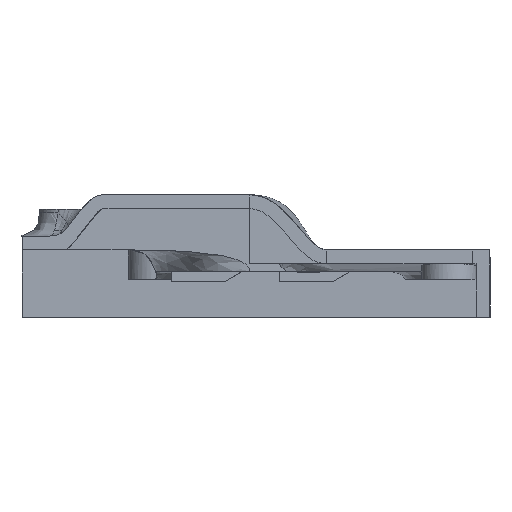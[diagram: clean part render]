
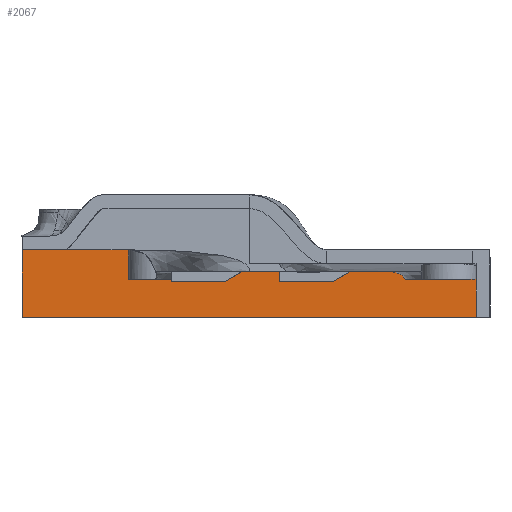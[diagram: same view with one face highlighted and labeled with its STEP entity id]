
A CAD part, left-side view. The second image highlights one B-rep face of the part: STEP entity #2067.
In plain terms, the highlighted planar face has unit normal (-1, 0, 0).
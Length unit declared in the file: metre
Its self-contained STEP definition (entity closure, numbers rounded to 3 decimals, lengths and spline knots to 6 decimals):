
#83=B_SPLINE_CURVE_WITH_KNOTS('',3,(#3107,#3108,#3109,#3110,#3111,#3112,
#3113),.UNSPECIFIED.,.F.,.F.,(4,1,1,1,4),(0.,0.001311,
0.002622,0.003932,0.005243),
 .UNSPECIFIED.);
#151=B_SPLINE_CURVE_WITH_KNOTS('',3,(#10520,#10521,#10522,#10523,#10524,
#10525,#10526,#10527,#10528,#10529,#10530,#10531,#10532,#10533,#10534,#10535,
#10536,#10537,#10538,#10539),.UNSPECIFIED.,.F.,.F.,(4,1,1,1,1,1,1,1,1,1,
1,1,1,1,1,1,1,4),(0.,0.25,0.375,0.4375,0.46875,0.5,0.53125,0.5625,0.625,
0.6875,0.71875,0.734375,0.75,0.765625,0.78125,0.8125,0.875,1.),
 .UNSPECIFIED.);
#152=B_SPLINE_CURVE_WITH_KNOTS('',3,(#10540,#10541,#10542,#10543,#10544,
#10545,#10546,#10547,#10548,#10549,#10550,#10551,#10552,#10553,#10554,#10555,
#10556,#10557,#10558,#10559,#10560,#10561,#10562,#10563,#10564,#10565,#10566,
#10567,#10568),.UNSPECIFIED.,.F.,.F.,(4,1,1,1,1,1,1,1,1,1,1,1,1,1,1,1,1,
1,1,1,1,1,1,1,1,1,4),(0.,0.125,0.1875,0.21875,0.25,0.28125,0.3125,0.34375,
0.359375,0.375,0.390625,0.40625,0.4375,0.5,0.5625,0.59375,0.609375,0.625,
0.640625,0.65625,0.6875,0.71875,0.75,0.78125,0.8125,0.875,1.),
 .UNSPECIFIED.);
#485=ORIENTED_EDGE('',*,*,#1033,.T.);
#486=ORIENTED_EDGE('',*,*,#910,.T.);
#487=ORIENTED_EDGE('',*,*,#928,.T.);
#488=ORIENTED_EDGE('',*,*,#1014,.T.);
#489=ORIENTED_EDGE('',*,*,#1013,.T.);
#490=ORIENTED_EDGE('',*,*,#974,.T.);
#491=ORIENTED_EDGE('',*,*,#909,.F.);
#492=ORIENTED_EDGE('',*,*,#1034,.T.);
#493=ORIENTED_EDGE('',*,*,#850,.F.);
#850=EDGE_CURVE('',#1164,#1165,#1378,.T.);
#909=EDGE_CURVE('',#1223,#1221,#1427,.T.);
#910=EDGE_CURVE('',#1224,#1225,#83,.T.);
#928=EDGE_CURVE('',#1225,#1239,#1432,.T.);
#974=EDGE_CURVE('',#1281,#1221,#1440,.T.);
#1013=EDGE_CURVE('',#1303,#1281,#1462,.T.);
#1014=EDGE_CURVE('',#1239,#1303,#1463,.F.);
#1033=EDGE_CURVE('',#1164,#1224,#151,.T.);
#1034=EDGE_CURVE('',#1223,#1165,#152,.T.);
#1164=VERTEX_POINT('',#2686);
#1165=VERTEX_POINT('',#2688);
#1221=VERTEX_POINT('',#2966);
#1223=VERTEX_POINT('',#2972);
#1224=VERTEX_POINT('',#3114);
#1225=VERTEX_POINT('',#3115);
#1239=VERTEX_POINT('',#4228);
#1281=VERTEX_POINT('',#9254);
#1303=VERTEX_POINT('',#10397);
#1378=LINE('',#2687,#1540);
#1427=LINE('',#2973,#1589);
#1432=LINE('',#4229,#1594);
#1440=LINE('',#9253,#1602);
#1462=LINE('',#10402,#1624);
#1463=LINE('',#10404,#1625);
#1540=VECTOR('',#2284,1.);
#1589=VECTOR('',#2343,1.);
#1594=VECTOR('',#2354,1.);
#1602=VECTOR('',#2382,1.);
#1624=VECTOR('',#2412,1.);
#1625=VECTOR('',#2415,1.);
#1732=EDGE_LOOP('',(#485,#486,#487,#488,#489,#490,#491,#492,#493));
#1872=FACE_BOUND('',#1732,.T.);
#1984=PLANE('',#2192);
#2067=ADVANCED_FACE('',(#1872),#1984,.F.);
#2192=AXIS2_PLACEMENT_3D('',#10519,#2446,#2447);
#2284=DIRECTION('',(0.,-1.,0.));
#2343=DIRECTION('',(0.,-1.,0.));
#2354=DIRECTION('',(0.,1.,0.));
#2382=DIRECTION('',(0.,0.,1.));
#2412=DIRECTION('',(0.,-1.,0.));
#2415=DIRECTION('',(0.,0.,1.));
#2446=DIRECTION('',(1.,0.,0.));
#2447=DIRECTION('',(0.,0.,-1.));
#2686=CARTESIAN_POINT('',(0.1335,0.067419,0.00755));
#2687=CARTESIAN_POINT('',(0.1335,0.070981,0.00755));
#2688=CARTESIAN_POINT('',(0.1335,0.039808,0.00755));
#2966=CARTESIAN_POINT('',(0.1335,0.0305,0.00755));
#2972=CARTESIAN_POINT('',(0.1335,0.031192,0.00755));
#2973=CARTESIAN_POINT('',(0.1335,0.070981,0.00755));
#3107=CARTESIAN_POINT('',(0.1335,0.072022,0.007115));
#3108=CARTESIAN_POINT('',(0.1335,0.071981,0.007557));
#3109=CARTESIAN_POINT('',(0.1335,0.071982,0.008433));
#3110=CARTESIAN_POINT('',(0.1335,0.072597,0.0097));
#3111=CARTESIAN_POINT('',(0.1335,0.073876,0.010256));
#3112=CARTESIAN_POINT('',(0.1335,0.074757,0.010315));
#3113=CARTESIAN_POINT('',(0.1335,0.075202,0.010315));
#3114=CARTESIAN_POINT('',(0.1335,0.072022,0.007115));
#3115=CARTESIAN_POINT('',(0.1335,0.075202,0.010315));
#4228=CARTESIAN_POINT('',(0.1335,0.089362,0.010315));
#4229=CARTESIAN_POINT('',(0.1335,0.082032,0.010315));
#9253=CARTESIAN_POINT('',(0.1335,0.0305,0.003779));
#9254=CARTESIAN_POINT('',(0.1335,0.0305,0.0016));
#10397=CARTESIAN_POINT('',(0.1335,0.089362,0.0016));
#10402=CARTESIAN_POINT('',(0.1335,0.053101,0.0016));
#10404=CARTESIAN_POINT('',(0.1335,0.089362,0.004008));
#10519=CARTESIAN_POINT('',(0.1335,0.070981,0.003779));
#10520=CARTESIAN_POINT('',(0.1335,0.067419,0.00755));
#10521=CARTESIAN_POINT('',(0.1335,0.067747,0.00755));
#10522=CARTESIAN_POINT('',(0.1335,0.06828,0.007526));
#10523=CARTESIAN_POINT('',(0.1335,0.068981,0.007455));
#10524=CARTESIAN_POINT('',(0.1335,0.069341,0.007409));
#10525=CARTESIAN_POINT('',(0.1335,0.069565,0.007379));
#10526=CARTESIAN_POINT('',(0.1335,0.0697,0.007359));
#10527=CARTESIAN_POINT('',(0.1335,0.06997,0.00732));
#10528=CARTESIAN_POINT('',(0.1335,0.070239,0.00728));
#10529=CARTESIAN_POINT('',(0.1335,0.070526,0.007238));
#10530=CARTESIAN_POINT('',(0.1335,0.070722,0.007211));
#10531=CARTESIAN_POINT('',(0.1335,0.070807,0.007199));
#10532=CARTESIAN_POINT('',(0.1335,0.070852,0.007193));
#10533=CARTESIAN_POINT('',(0.1335,0.070852,0.007193));
#10534=CARTESIAN_POINT('',(0.1335,0.070951,0.007181));
#10535=CARTESIAN_POINT('',(0.1335,0.071048,0.00717));
#10536=CARTESIAN_POINT('',(0.1335,0.07123,0.007151));
#10537=CARTESIAN_POINT('',(0.1335,0.071571,0.007124));
#10538=CARTESIAN_POINT('',(0.1335,0.071848,0.007115));
#10539=CARTESIAN_POINT('',(0.1335,0.072022,0.007115));
#10540=CARTESIAN_POINT('',(0.1335,0.031192,0.00755));
#10541=CARTESIAN_POINT('',(0.1335,0.031482,0.00755));
#10542=CARTESIAN_POINT('',(0.1335,0.031971,0.007532));
#10543=CARTESIAN_POINT('',(0.1335,0.032625,0.007482));
#10544=CARTESIAN_POINT('',(0.1335,0.033035,0.007443));
#10545=CARTESIAN_POINT('',(0.1335,0.033327,0.007412));
#10546=CARTESIAN_POINT('',(0.1335,0.033742,0.007367));
#10547=CARTESIAN_POINT('',(0.1335,0.034036,0.007336));
#10548=CARTESIAN_POINT('',(0.1335,0.034229,0.007317));
#10549=CARTESIAN_POINT('',(0.1335,0.034359,0.007304));
#10550=CARTESIAN_POINT('',(0.1335,0.034401,0.007301));
#10551=CARTESIAN_POINT('',(0.1335,0.034573,0.007286));
#10552=CARTESIAN_POINT('',(0.1335,0.034753,0.007274));
#10553=CARTESIAN_POINT('',(0.1335,0.035081,0.007255));
#10554=CARTESIAN_POINT('',(0.1335,0.035502,0.007245));
#10555=CARTESIAN_POINT('',(0.1335,0.035922,0.007255));
#10556=CARTESIAN_POINT('',(0.1335,0.03625,0.007274));
#10557=CARTESIAN_POINT('',(0.1335,0.036429,0.007287));
#10558=CARTESIAN_POINT('',(0.1335,0.036602,0.007301));
#10559=CARTESIAN_POINT('',(0.1335,0.036644,0.007305));
#10560=CARTESIAN_POINT('',(0.1335,0.036774,0.007317));
#10561=CARTESIAN_POINT('',(0.1335,0.036966,0.007337));
#10562=CARTESIAN_POINT('',(0.1335,0.037261,0.007367));
#10563=CARTESIAN_POINT('',(0.1335,0.037675,0.007413));
#10564=CARTESIAN_POINT('',(0.1335,0.037966,0.007443));
#10565=CARTESIAN_POINT('',(0.1335,0.038375,0.007482));
#10566=CARTESIAN_POINT('',(0.1335,0.039028,0.007532));
#10567=CARTESIAN_POINT('',(0.1335,0.039517,0.00755));
#10568=CARTESIAN_POINT('',(0.1335,0.039808,0.00755));
